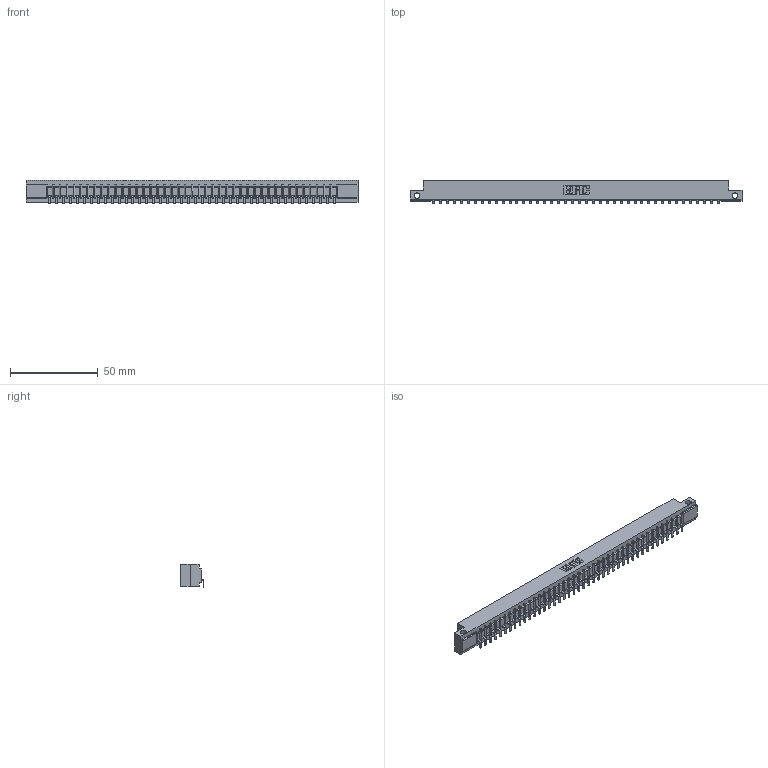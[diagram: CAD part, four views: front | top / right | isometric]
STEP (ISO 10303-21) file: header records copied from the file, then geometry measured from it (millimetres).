
FILE_DESCRIPTION (( 'STEP AP203' ), '1' );
FILE_NAME ('307-042-553-112.STEP', '2019-09-05T11:57:24', ( '' ), ( '' ), 'SwSTEP 2.0', 'SolidWorks 2016', '' );
FILE_SCHEMA (( 'CONFIG_CONTROL_DESIGN' ));
Length unit declared in the file: inch
Products named in the file (3): 307-290-002_553; 307-042-553-112; 307 Part_.128 Dia Side Mounting Holes
Assembly tree (43 placements, depth 2):
  307-042-553-112
    307 Part_.128 Dia Side Mounting Holes
    307-290-002_553  x42
Bounding box: 189.43 x 13.32 x 13.5 mm (x, y, z)
Volume: 20129.4 mm3; surface area: 25292 mm2
Topology: 43 solids, 43 shells, 3437 faces, 10571 edges, 6930 vertices
Faces by surface type: plane 2044, cylinder 1307, sphere 86
Entity records: 36862 total; most frequent: CARTESIAN_POINT 6220, ORIENTED_EDGE 6210, DIRECTION 6043, EDGE_CURVE 3105, LINE 2377, VECTOR 2377, VERTEX_POINT 2010, AXIS2_PLACEMENT_3D 1833
